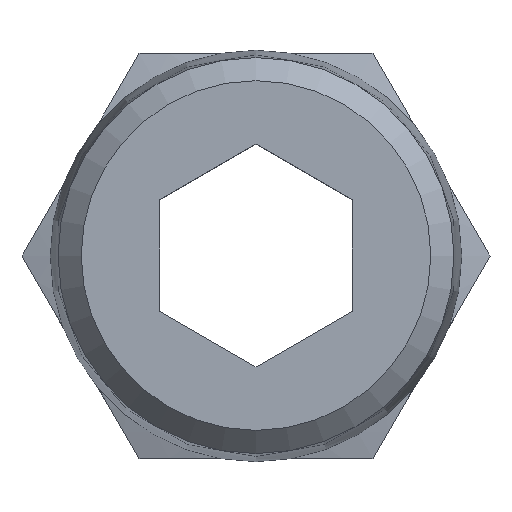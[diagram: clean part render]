
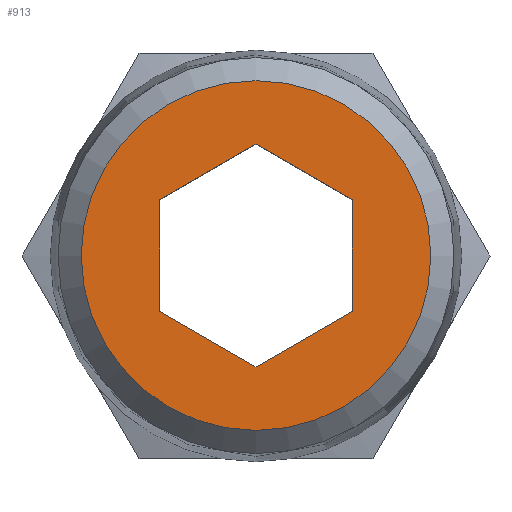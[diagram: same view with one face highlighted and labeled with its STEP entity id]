
A CAD part, top view. The second image highlights one B-rep face of the part: STEP entity #913.
In plain terms, the highlighted planar face has unit normal (0, 0, 1).
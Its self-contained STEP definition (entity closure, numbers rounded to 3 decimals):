
#29=LINE('',#1362,#53);
#30=LINE('',#1365,#54);
#31=LINE('',#1367,#55);
#32=LINE('',#1369,#56);
#33=LINE('',#1371,#57);
#34=LINE('',#1373,#58);
#53=VECTOR('',#1096,1000.);
#54=VECTOR('',#1097,1000.);
#55=VECTOR('',#1098,1000.);
#56=VECTOR('',#1099,1000.);
#57=VECTOR('',#1100,1000.);
#58=VECTOR('',#1101,1000.);
#85=PLANE('',#976);
#109=CIRCLE('',#977,9.059);
#200=ORIENTED_EDGE('',*,*,#325,.F.);
#201=ORIENTED_EDGE('',*,*,#326,.F.);
#202=ORIENTED_EDGE('',*,*,#327,.F.);
#203=ORIENTED_EDGE('',*,*,#328,.F.);
#204=ORIENTED_EDGE('',*,*,#329,.F.);
#205=ORIENTED_EDGE('',*,*,#330,.F.);
#206=ORIENTED_EDGE('',*,*,#331,.F.);
#325=EDGE_CURVE('',#391,#391,#109,.T.);
#326=EDGE_CURVE('',#392,#393,#29,.T.);
#327=EDGE_CURVE('',#394,#392,#30,.T.);
#328=EDGE_CURVE('',#395,#394,#31,.T.);
#329=EDGE_CURVE('',#396,#395,#32,.T.);
#330=EDGE_CURVE('',#397,#396,#33,.T.);
#331=EDGE_CURVE('',#393,#397,#34,.T.);
#391=VERTEX_POINT('',#1361);
#392=VERTEX_POINT('',#1363);
#393=VERTEX_POINT('',#1364);
#394=VERTEX_POINT('',#1366);
#395=VERTEX_POINT('',#1368);
#396=VERTEX_POINT('',#1370);
#397=VERTEX_POINT('',#1372);
#465=EDGE_LOOP('',(#200));
#466=EDGE_LOOP('',(#201,#202,#203,#204,#205,#206));
#529=FACE_BOUND('',#465,.T.);
#530=FACE_BOUND('',#466,.T.);
#913=ADVANCED_FACE('',(#529,#530),#85,.F.);
#976=AXIS2_PLACEMENT_3D('',#1359,#1092,#1093);
#977=AXIS2_PLACEMENT_3D('',#1360,#1094,#1095);
#1092=DIRECTION('',(0.,0.,-1.));
#1093=DIRECTION('',(0.,1.,0.));
#1094=DIRECTION('',(0.,0.,-1.));
#1095=DIRECTION('',(0.,1.,0.));
#1096=DIRECTION('',(0.866,-0.5,0.));
#1097=DIRECTION('',(0.,-1.,0.));
#1098=DIRECTION('',(-0.866,-0.5,0.));
#1099=DIRECTION('',(-0.866,0.5,0.));
#1100=DIRECTION('',(0.,1.,0.));
#1101=DIRECTION('',(0.866,0.5,0.));
#1359=CARTESIAN_POINT('',(0.,0.,14.));
#1360=CARTESIAN_POINT('',(0.,0.,14.));
#1361=CARTESIAN_POINT('',(0.,9.059,14.));
#1362=CARTESIAN_POINT('',(-5.,-2.887,14.));
#1363=CARTESIAN_POINT('',(-5.,-2.887,14.));
#1364=CARTESIAN_POINT('',(0.,-5.774,14.));
#1365=CARTESIAN_POINT('',(-5.,2.887,14.));
#1366=CARTESIAN_POINT('',(-5.,2.887,14.));
#1367=CARTESIAN_POINT('',(0.,5.774,14.));
#1368=CARTESIAN_POINT('',(0.,5.774,14.));
#1369=CARTESIAN_POINT('',(5.,2.887,14.));
#1370=CARTESIAN_POINT('',(5.,2.887,14.));
#1371=CARTESIAN_POINT('',(5.,-2.887,14.));
#1372=CARTESIAN_POINT('',(5.,-2.887,14.));
#1373=CARTESIAN_POINT('',(0.,-5.774,14.));
